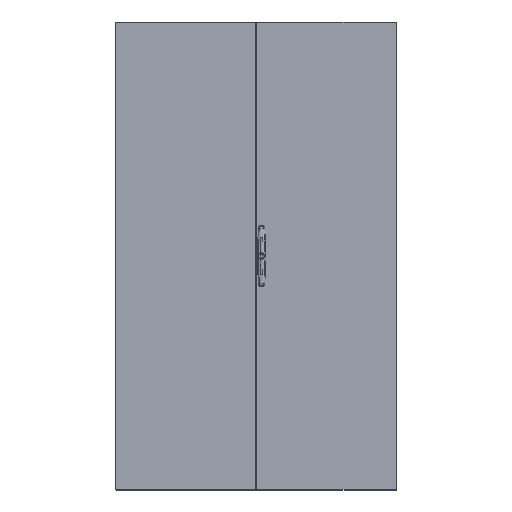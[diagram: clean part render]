
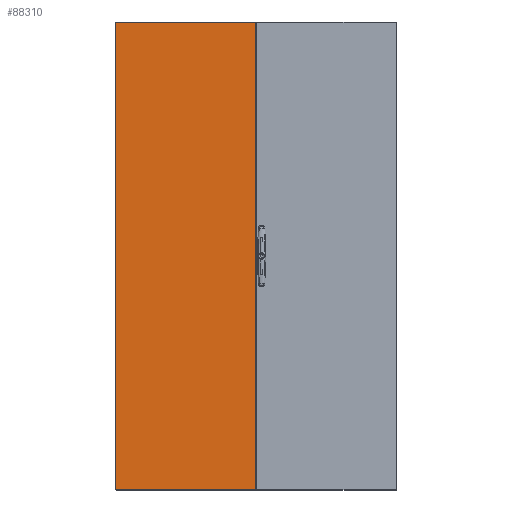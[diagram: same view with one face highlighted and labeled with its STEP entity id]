
A CAD part, top view. The second image highlights one B-rep face of the part: STEP entity #88310.
In plain terms, the highlighted planar face has unit normal (0, 0, 1).
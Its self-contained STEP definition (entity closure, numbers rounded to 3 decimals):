
#492 = CARTESIAN_POINT ( 'NONE',  ( -11.604, -38.976, 0.079 ) ) ;
#2946 = ORIENTED_EDGE ( 'NONE', *, *, #126501, .F. ) ;
#3505 = CARTESIAN_POINT ( 'NONE',  ( -11.683, 38.976, 0.079 ) ) ;
#6809 = CARTESIAN_POINT ( 'NONE',  ( -11.604, -39.029, 0.079 ) ) ;
#7084 = VERTEX_POINT ( 'NONE', #17220 ) ;
#9576 = CARTESIAN_POINT ( 'NONE',  ( 11.604, -39.016, 0.079 ) ) ;
#9915 = B_SPLINE_CURVE_WITH_KNOTS ( 'NONE', 3,
 ( #113010, #100176, #96992, #66381 ),
 .UNSPECIFIED., .F., .F.,
 ( 4, 4 ),
 ( 0., 0.002 ),
 .UNSPECIFIED. ) ;
#10000 = DIRECTION ( 'NONE',  ( 0., 0., -1. ) ) ;
#11911 = EDGE_CURVE ( 'NONE', #13256, #51893, #156987, .T. ) ;
#12790 = ORIENTED_EDGE ( 'NONE', *, *, #11911, .F. ) ;
#13256 = VERTEX_POINT ( 'NONE', #32657 ) ;
#14622 = CARTESIAN_POINT ( 'NONE',  ( 11.683, -38.976, 0.079 ) ) ;
#16106 = EDGE_CURVE ( 'NONE', #37351, #99155, #48785, .T. ) ;
#16735 = LINE ( 'NONE', #40842, #144603 ) ;
#17220 = CARTESIAN_POINT ( 'NONE',  ( -11.683, 38.976, 0.079 ) ) ;
#17829 = CARTESIAN_POINT ( 'NONE',  ( 11.604, 39.029, 0.079 ) ) ;
#20049 = CARTESIAN_POINT ( 'NONE',  ( 11.604, -38.989, 0.079 ) ) ;
#23984 = CARTESIAN_POINT ( 'NONE',  ( 11.604, -39.055, 0.079 ) ) ;
#24382 = B_SPLINE_CURVE_WITH_KNOTS ( 'NONE', 3,
 ( #130085, #20049, #69016, #9576, #109937, #134014, #23984 ),
 .UNSPECIFIED., .F., .F.,
 ( 4, 3, 4 ),
 ( 0., 0.001, 0.002 ),
 .UNSPECIFIED. ) ;
#24858 = B_SPLINE_CURVE_WITH_KNOTS ( 'NONE', 3,
 ( #102307, #77375, #89448, #88649 ),
 .UNSPECIFIED., .F., .F.,
 ( 4, 4 ),
 ( 0., 0.002 ),
 .UNSPECIFIED. ) ;
#25999 = EDGE_CURVE ( 'NONE', #99155, #136644, #104728, .T. ) ;
#27446 = CARTESIAN_POINT ( 'NONE',  ( 11.631, -38.976, 0.079 ) ) ;
#27944 = CARTESIAN_POINT ( 'NONE',  ( 11.604, 38.976, 0.079 ) ) ;
#28691 = VERTEX_POINT ( 'NONE', #55021 ) ;
#30120 = B_SPLINE_CURVE_WITH_KNOTS ( 'NONE', 3,
 ( #3505, #111958, #49332, #77317, #61381, #88591, #75738 ),
 .UNSPECIFIED., .F., .F.,
 ( 4, 3, 4 ),
 ( 0., 0.001, 0.002 ),
 .UNSPECIFIED. ) ;
#30629 = CARTESIAN_POINT ( 'NONE',  ( -11.604, 39.029, 0.079 ) ) ;
#32505 = PLANE ( 'NONE',  #61215 ) ;
#32657 = CARTESIAN_POINT ( 'NONE',  ( -11.604, -39.055, 0.079 ) ) ;
#34076 = CARTESIAN_POINT ( 'NONE',  ( 0., 0., 0.079 ) ) ;
#35598 = EDGE_LOOP ( 'NONE', ( #137907, #65433, #156327, #92695, #74273, #73470, #99628, #113292, #115559, #12790, #67188, #2946 ) ) ;
#37012 = VERTEX_POINT ( 'NONE', #62740 ) ;
#37351 = VERTEX_POINT ( 'NONE', #120425 ) ;
#37949 = CARTESIAN_POINT ( 'NONE',  ( 11.604, -38.976, 0.079 ) ) ;
#39790 = VERTEX_POINT ( 'NONE', #55690 ) ;
#40842 = CARTESIAN_POINT ( 'NONE',  ( 11.683, 0., 0.079 ) ) ;
#41730 = EDGE_CURVE ( 'NONE', #51893, #141167, #9915, .T. ) ;
#42815 = VERTEX_POINT ( 'NONE', #77602 ) ;
#48350 = DIRECTION ( 'NONE',  ( 0., 1., 0. ) ) ;
#48785 = B_SPLINE_CURVE_WITH_KNOTS ( 'NONE', 3,
 ( #93231, #130958, #30629, #69894 ),
 .UNSPECIFIED., .F., .F.,
 ( 4, 4 ),
 ( 0., 0.002 ),
 .UNSPECIFIED. ) ;
#48900 = EDGE_CURVE ( 'NONE', #42815, #39790, #16735, .T. ) ;
#49326 = DIRECTION ( 'NONE',  ( -1., 0., 0. ) ) ;
#49332 = CARTESIAN_POINT ( 'NONE',  ( -11.657, 38.976, 0.079 ) ) ;
#49384 = CARTESIAN_POINT ( 'NONE',  ( -11.683, -38.976, 0.079 ) ) ;
#51893 = VERTEX_POINT ( 'NONE', #492 ) ;
#52572 = VECTOR ( 'NONE', #55073, 39.37 ) ;
#55021 = CARTESIAN_POINT ( 'NONE',  ( 11.604, -39.055, 0.079 ) ) ;
#55073 = DIRECTION ( 'NONE',  ( -1., 0., 0. ) ) ;
#55690 = CARTESIAN_POINT ( 'NONE',  ( 11.683, -38.976, 0.079 ) ) ;
#61215 = AXIS2_PLACEMENT_3D ( 'NONE', #34076, #10000, #49326 ) ;
#61381 = CARTESIAN_POINT ( 'NONE',  ( -11.631, 38.976, 0.079 ) ) ;
#62740 = CARTESIAN_POINT ( 'NONE',  ( 11.604, -38.976, 0.079 ) ) ;
#64191 = EDGE_CURVE ( 'NONE', #99676, #42815, #24858, .T. ) ;
#65433 = ORIENTED_EDGE ( 'NONE', *, *, #48900, .F. ) ;
#65501 = CARTESIAN_POINT ( 'NONE',  ( 0., -39.055, 0.079 ) ) ;
#66020 = CARTESIAN_POINT ( 'NONE',  ( 11.604, 38.976, 0.079 ) ) ;
#66381 = CARTESIAN_POINT ( 'NONE',  ( -11.683, -38.976, 0.079 ) ) ;
#66993 = CARTESIAN_POINT ( 'NONE',  ( -11.604, -39.003, 0.079 ) ) ;
#67092 = LINE ( 'NONE', #65501, #52572 ) ;
#67188 = ORIENTED_EDGE ( 'NONE', *, *, #108119, .F. ) ;
#67985 = EDGE_CURVE ( 'NONE', #136644, #99676, #121808, .T. ) ;
#68397 = CARTESIAN_POINT ( 'NONE',  ( 11.604, 39.055, 0.079 ) ) ;
#68926 = VECTOR ( 'NONE', #48350, 39.37 ) ;
#69016 = CARTESIAN_POINT ( 'NONE',  ( 11.604, -39.003, 0.079 ) ) ;
#69894 = CARTESIAN_POINT ( 'NONE',  ( -11.604, 39.055, 0.079 ) ) ;
#73470 = ORIENTED_EDGE ( 'NONE', *, *, #16106, .F. ) ;
#74273 = ORIENTED_EDGE ( 'NONE', *, *, #25999, .F. ) ;
#75738 = CARTESIAN_POINT ( 'NONE',  ( -11.604, 38.976, 0.079 ) ) ;
#77317 = CARTESIAN_POINT ( 'NONE',  ( -11.644, 38.976, 0.079 ) ) ;
#77375 = CARTESIAN_POINT ( 'NONE',  ( 11.631, 38.976, 0.079 ) ) ;
#77602 = CARTESIAN_POINT ( 'NONE',  ( 11.683, 38.976, 0.079 ) ) ;
#84004 = B_SPLINE_CURVE_WITH_KNOTS ( 'NONE', 3,
 ( #14622, #100553, #27446, #37949 ),
 .UNSPECIFIED., .F., .F.,
 ( 4, 4 ),
 ( 0., 0.002 ),
 .UNSPECIFIED. ) ;
#88310 = ADVANCED_FACE ( 'NONE', ( #142508 ), #32505, .F. ) ;
#88591 = CARTESIAN_POINT ( 'NONE',  ( -11.617, 38.976, 0.079 ) ) ;
#88649 = CARTESIAN_POINT ( 'NONE',  ( 11.683, 38.976, 0.079 ) ) ;
#89448 = CARTESIAN_POINT ( 'NONE',  ( 11.657, 38.976, 0.079 ) ) ;
#90610 = DIRECTION ( 'NONE',  ( 0., -1., 0. ) ) ;
#92695 = ORIENTED_EDGE ( 'NONE', *, *, #67985, .F. ) ;
#93231 = CARTESIAN_POINT ( 'NONE',  ( -11.604, 38.976, 0.079 ) ) ;
#96992 = CARTESIAN_POINT ( 'NONE',  ( -11.657, -38.976, 0.079 ) ) ;
#99155 = VERTEX_POINT ( 'NONE', #112882 ) ;
#99628 = ORIENTED_EDGE ( 'NONE', *, *, #116770, .F. ) ;
#99676 = VERTEX_POINT ( 'NONE', #27944 ) ;
#100176 = CARTESIAN_POINT ( 'NONE',  ( -11.631, -38.976, 0.079 ) ) ;
#100553 = CARTESIAN_POINT ( 'NONE',  ( 11.657, -38.976, 0.079 ) ) ;
#102177 = CARTESIAN_POINT ( 'NONE',  ( 11.604, 39.003, 0.079 ) ) ;
#102307 = CARTESIAN_POINT ( 'NONE',  ( 11.604, 38.976, 0.079 ) ) ;
#104728 = LINE ( 'NONE', #141631, #126322 ) ;
#105542 = CARTESIAN_POINT ( 'NONE',  ( -11.604, -39.055, 0.079 ) ) ;
#106638 = CARTESIAN_POINT ( 'NONE',  ( 11.604, 39.055, 0.079 ) ) ;
#108119 = EDGE_CURVE ( 'NONE', #28691, #13256, #67092, .T. ) ;
#109937 = CARTESIAN_POINT ( 'NONE',  ( 11.604, -39.029, 0.079 ) ) ;
#111958 = CARTESIAN_POINT ( 'NONE',  ( -11.67, 38.976, 0.079 ) ) ;
#112882 = CARTESIAN_POINT ( 'NONE',  ( -11.604, 39.055, 0.079 ) ) ;
#113010 = CARTESIAN_POINT ( 'NONE',  ( -11.604, -38.976, 0.079 ) ) ;
#113292 = ORIENTED_EDGE ( 'NONE', *, *, #117050, .F. ) ;
#115559 = ORIENTED_EDGE ( 'NONE', *, *, #41730, .F. ) ;
#116770 = EDGE_CURVE ( 'NONE', #7084, #37351, #30120, .T. ) ;
#117050 = EDGE_CURVE ( 'NONE', #141167, #7084, #131867, .T. ) ;
#120425 = CARTESIAN_POINT ( 'NONE',  ( -11.604, 38.976, 0.079 ) ) ;
#121808 = B_SPLINE_CURVE_WITH_KNOTS ( 'NONE', 3,
 ( #68397, #17829, #102177, #66020 ),
 .UNSPECIFIED., .F., .F.,
 ( 4, 4 ),
 ( 0., 0.002 ),
 .UNSPECIFIED. ) ;
#126322 = VECTOR ( 'NONE', #151307, 39.37 ) ;
#126501 = EDGE_CURVE ( 'NONE', #37012, #28691, #24382, .T. ) ;
#130085 = CARTESIAN_POINT ( 'NONE',  ( 11.604, -38.976, 0.079 ) ) ;
#130958 = CARTESIAN_POINT ( 'NONE',  ( -11.604, 39.003, 0.079 ) ) ;
#131867 = LINE ( 'NONE', #146286, #68926 ) ;
#134014 = CARTESIAN_POINT ( 'NONE',  ( 11.604, -39.042, 0.079 ) ) ;
#136644 = VERTEX_POINT ( 'NONE', #106638 ) ;
#137907 = ORIENTED_EDGE ( 'NONE', *, *, #144727, .F. ) ;
#141167 = VERTEX_POINT ( 'NONE', #49384 ) ;
#141631 = CARTESIAN_POINT ( 'NONE',  ( 0., 39.055, 0.079 ) ) ;
#142508 = FACE_OUTER_BOUND ( 'NONE', #35598, .T. ) ;
#143247 = CARTESIAN_POINT ( 'NONE',  ( -11.604, -38.976, 0.079 ) ) ;
#144603 = VECTOR ( 'NONE', #90610, 39.37 ) ;
#144727 = EDGE_CURVE ( 'NONE', #39790, #37012, #84004, .T. ) ;
#146286 = CARTESIAN_POINT ( 'NONE',  ( -11.683, 0., 0.079 ) ) ;
#151307 = DIRECTION ( 'NONE',  ( 1., 0., 0. ) ) ;
#156327 = ORIENTED_EDGE ( 'NONE', *, *, #64191, .F. ) ;
#156987 = B_SPLINE_CURVE_WITH_KNOTS ( 'NONE', 3,
 ( #105542, #6809, #66993, #143247 ),
 .UNSPECIFIED., .F., .F.,
 ( 4, 4 ),
 ( 0., 0.002 ),
 .UNSPECIFIED. ) ;
